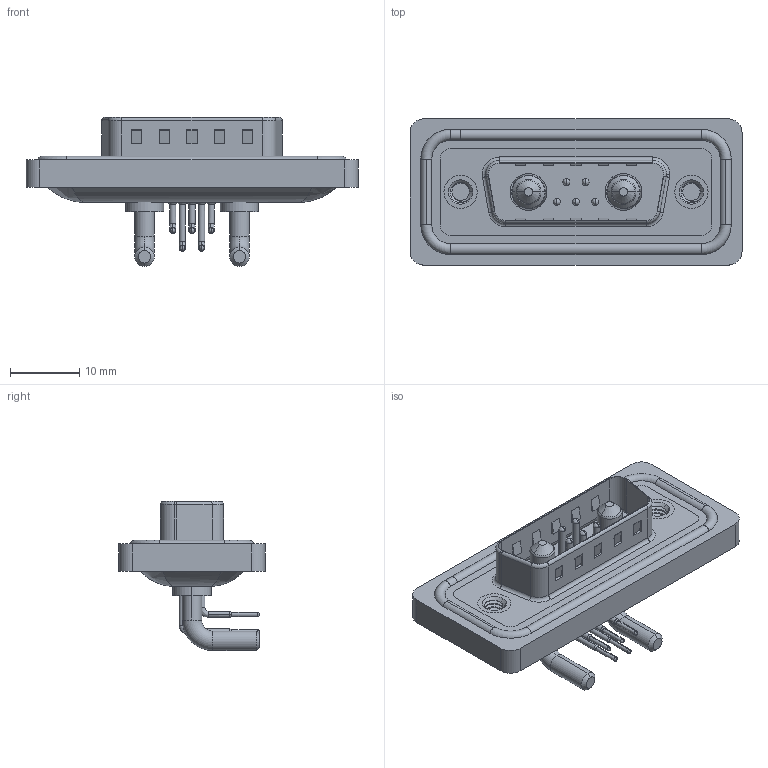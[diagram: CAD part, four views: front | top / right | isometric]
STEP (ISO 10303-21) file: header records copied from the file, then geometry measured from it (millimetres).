
FILE_DESCRIPTION (( 'STEP AP203' ), '1' );
FILE_NAME ('629W7W2-340-2NA.STEP', '2024-04-11T14:08:49', ( '' ), ( '' ), 'SwSTEP 2.0', 'SolidWorks 2023', '' );
FILE_SCHEMA (( 'CONFIG_CONTROL_DESIGN' ));
Length unit declared in the file: millimetre
Products named in the file (9): 629Combo Threaded Rivet_A; 629Combo Contact Row 1; 629Combo Waterproof Housing_15 Contacts; 629Combo Shell Front_15 Contacts; 629W7W2-340-2NA; 629Combo Housing_7W2; 629Combo Shell Rear_15 Contacts; Power Pin_20A RA; 629Combo Contact Row 2
Assembly tree (13 placements, depth 2):
  629W7W2-340-2NA
    629Combo Housing_7W2
    629Combo Shell Rear_15 Contacts
    629Combo Shell Front_15 Contacts
    629Combo Waterproof Housing_15 Contacts
    629Combo Threaded Rivet_A  x2
    Power Pin_20A RA  x2
    629Combo Contact Row 1  x2
    629Combo Contact Row 2  x3
Bounding box: 47.9 x 21.1 x 21.5 mm (x, y, z)
Volume: 5684 mm3; surface area: 9144.3 mm2
Topology: 16 solids, 16 shells, 1077 faces, 2853 edges, 1827 vertices
Faces by surface type: plane 517, cylinder 404, torus 72, bspline 42, cone 42
Entity records: 24449 total; most frequent: CARTESIAN_POINT 5787, DIRECTION 3801, ORIENTED_EDGE 3614, EDGE_CURVE 1807, AXIS2_PLACEMENT_3D 1364, VERTEX_POINT 1159, VECTOR 1073, LINE 1073
